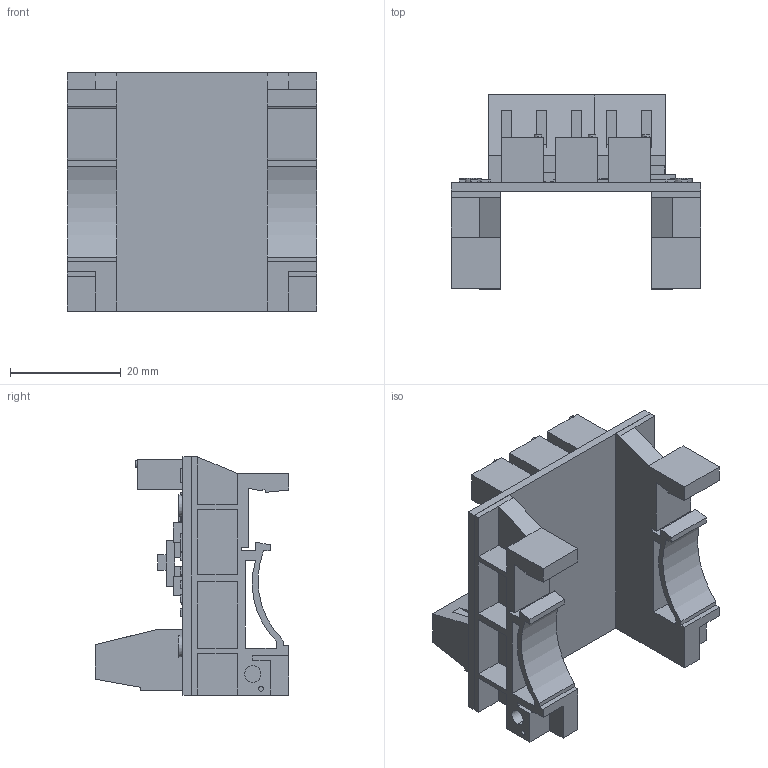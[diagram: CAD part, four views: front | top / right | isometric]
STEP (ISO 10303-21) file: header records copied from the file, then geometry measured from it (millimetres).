
FILE_DESCRIPTION (( 'STEP AP214' ), '1' );
FILE_NAME ('SRMS-D648_3D.STEP', '2022-04-21T21:14:00', ( '' ), ( '' ), 'SwSTEP 2.0', 'SolidWorks 2021', '' );
FILE_SCHEMA (( 'AUTOMOTIVE_DESIGN' ));
Length unit declared in the file: inch
Products named in the file (1): SRMS-D648_3D
Bounding box: 45 x 35 x 43 mm (x, y, z)
Volume: 14280.7 mm3; surface area: 15357.4 mm2
Topology: 3 solids, 3 shells, 734 faces, 1934 edges, 1285 vertices
Faces by surface type: plane 688, cylinder 38, cone 8
Entity records: 31856 total; most frequent: CARTESIAN_POINT 3954, ORIENTED_EDGE 3868, DIRECTION 3548, EDGE_CURVE 1934, LINE 1790, VECTOR 1790, VERTEX_POINT 1285, AXIS2_PLACEMENT_3D 879
